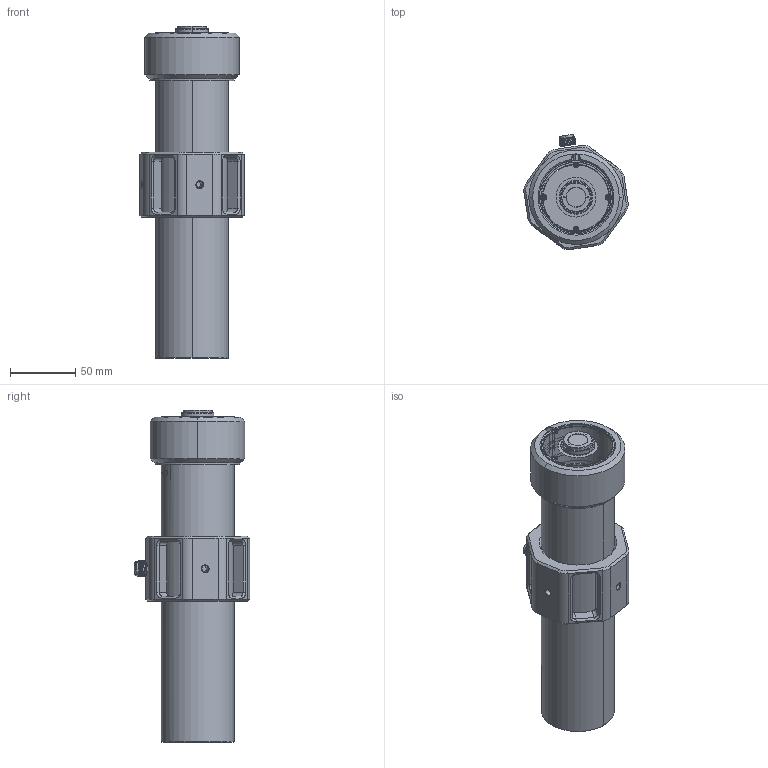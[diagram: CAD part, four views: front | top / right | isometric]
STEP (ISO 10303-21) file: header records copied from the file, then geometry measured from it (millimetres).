
FILE_DESCRIPTION((''),'2;1');
FILE_NAME('SP90605_ASM','2025-06-12T18:30:26',('Administrator'),(''),'CREO PARAMETRIC BY PTC INC, 2020184','CREO PARAMETRIC BY PTC INC, 2020184','');
FILE_SCHEMA(('AUTOMOTIVE_DESIGN { 1 0 10303 214 1 1 1 1 }'));
Products named in the file (2): SP90605_1; SP90605_ASM
Assembly tree (1 placements, depth 2):
  SP90605_ASM
    SP90605_1
Bounding box: 80.14 x 88.63 x 255.03 mm (x, y, z)
Surface area: 91205.5 mm2 (no closed solid volume)
Topology: 0 solids, 22 shells, 363 faces, 1202 edges, 810 vertices
Faces by surface type: cylinder 141, plane 141, cone 70, bspline 11
Entity records: 15202 total; most frequent: CARTESIAN_POINT 4964, ORIENTED_EDGE 1994, DIRECTION 1991, EDGE_CURVE 1202, VERTEX_POINT 810, AXIS2_PLACEMENT_3D 704, VECTOR 583, LINE 583
